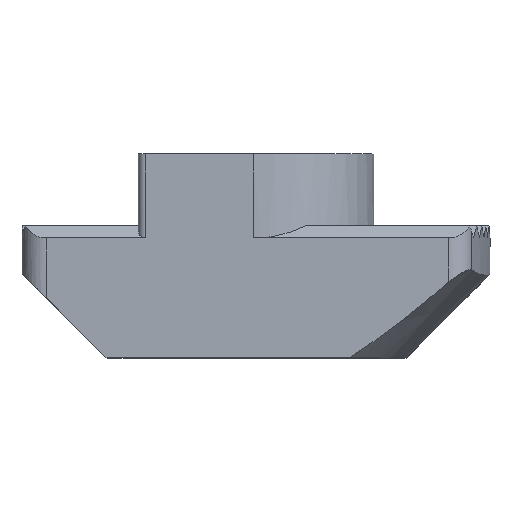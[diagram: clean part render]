
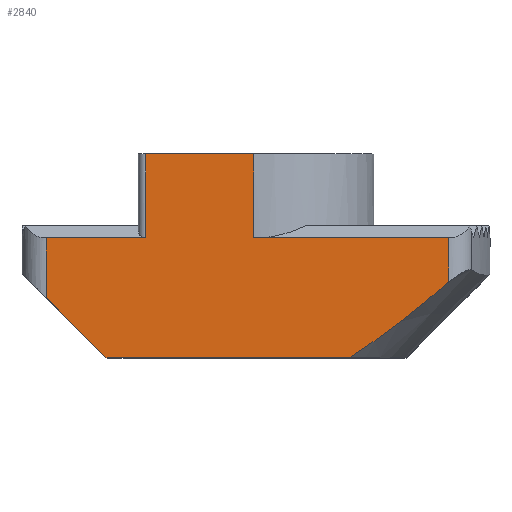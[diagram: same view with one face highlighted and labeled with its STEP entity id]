
A CAD part, top view. The second image highlights one B-rep face of the part: STEP entity #2840.
In plain terms, the highlighted planar face has unit normal (0, 0, 1).
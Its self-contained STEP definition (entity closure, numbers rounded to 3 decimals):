
#54 = DIRECTION ( 'NONE',  ( 0., 1., 0. ) ) ;
#56 = CARTESIAN_POINT ( 'NONE',  ( -0.1, 8.5, 4.9 ) ) ;
#59 = VERTEX_POINT ( 'NONE', #1039 ) ;
#107 = LINE ( 'NONE', #1517, #2213 ) ;
#110 = CARTESIAN_POINT ( 'NONE',  ( 4.9, 5., 4.9 ) ) ;
#138 = DIRECTION ( 'NONE',  ( -1., 0., 0. ) ) ;
#145 = ORIENTED_EDGE ( 'NONE', *, *, #2794, .T. ) ;
#175 = EDGE_CURVE ( 'NONE', #1005, #2317, #1137, .T. ) ;
#194 = DIRECTION ( 'NONE',  ( 1., 0., 0. ) ) ;
#265 = VERTEX_POINT ( 'NONE', #1664 ) ;
#275 = VECTOR ( 'NONE', #2711, 1000. ) ;
#302 = LINE ( 'NONE', #2564, #1270 ) ;
#328 = ORIENTED_EDGE ( 'NONE', *, *, #1857, .T. ) ;
#336 = EDGE_CURVE ( 'NONE', #1254, #2569, #2928, .T. ) ;
#368 = CARTESIAN_POINT ( 'NONE',  ( 4.615, 0.456, 4.9 ) ) ;
#372 = DIRECTION ( 'NONE',  ( 0., 1., 0. ) ) ;
#395 = CARTESIAN_POINT ( 'NONE',  ( 5.32, 0.97, 4.9 ) ) ;
#410 = CARTESIAN_POINT ( 'NONE',  ( 3.88, 0., 4.9 ) ) ;
#420 = VECTOR ( 'NONE', #1397, 1000. ) ;
#452 = ORIENTED_EDGE ( 'NONE', *, *, #792, .T. ) ;
#460 = DIRECTION ( 'NONE',  ( 0., 0., 1. ) ) ;
#490 = CARTESIAN_POINT ( 'NONE',  ( -4.9, 8.5, 4.9 ) ) ;
#513 = CARTESIAN_POINT ( 'NONE',  ( -8.75, 2.5, 4.9 ) ) ;
#582 = EDGE_CURVE ( 'NONE', #2980, #1254, #1280, .T. ) ;
#665 = DIRECTION ( 'NONE',  ( 1., 0., 0. ) ) ;
#765 = CARTESIAN_POINT ( 'NONE',  ( -4.6, 5., 4.9 ) ) ;
#792 = EDGE_CURVE ( 'NONE', #2633, #1005, #302, .T. ) ;
#829 = CARTESIAN_POINT ( 'NONE',  ( 7.365, 2.589, 4.9 ) ) ;
#847 = CARTESIAN_POINT ( 'NONE',  ( -9.75, 3.5, 4.9 ) ) ;
#866 = CARTESIAN_POINT ( 'NONE',  ( 6.25, 0., 4.9 ) ) ;
#1005 = VERTEX_POINT ( 'NONE', #1026 ) ;
#1026 = CARTESIAN_POINT ( 'NONE',  ( -8.75, 5., 4.9 ) ) ;
#1039 = CARTESIAN_POINT ( 'NONE',  ( -4.6, 8.5, 4.9 ) ) ;
#1057 = ORIENTED_EDGE ( 'NONE', *, *, #2710, .T. ) ;
#1137 = LINE ( 'NONE', #1359, #2723 ) ;
#1165 = LINE ( 'NONE', #1184, #420 ) ;
#1166 = EDGE_CURVE ( 'NONE', #2346, #265, #2960, .T. ) ;
#1184 = CARTESIAN_POINT ( 'NONE',  ( -4.6, 0., 4.9 ) ) ;
#1254 = VERTEX_POINT ( 'NONE', #2150 ) ;
#1270 = VECTOR ( 'NONE', #2824, 1000. ) ;
#1280 = LINE ( 'NONE', #110, #1625 ) ;
#1300 = ORIENTED_EDGE ( 'NONE', *, *, #2834, .T. ) ;
#1359 = CARTESIAN_POINT ( 'NONE',  ( -8.75, 0., 4.9 ) ) ;
#1391 = EDGE_LOOP ( 'NONE', ( #2870, #1057, #328, #1656, #2037, #1300, #145, #452, #2979, #2982 ) ) ;
#1397 = DIRECTION ( 'NONE',  ( 0., -1., 0. ) ) ;
#1413 = CARTESIAN_POINT ( 'NONE',  ( 0., 0., 4.9 ) ) ;
#1502 = CARTESIAN_POINT ( 'NONE',  ( 8.026, 5., 4.9 ) ) ;
#1517 = CARTESIAN_POINT ( 'NONE',  ( 8.026, 5., 4.9 ) ) ;
#1577 = B_SPLINE_CURVE_WITH_KNOTS ( 'NONE', 3,
 ( #410, #368, #395, #2470, #829, #2504 ),
 .UNSPECIFIED., .F., .F.,
 ( 4, 2, 4 ),
 ( 0.004, 0.007, 0.009 ),
 .UNSPECIFIED. ) ;
#1596 = FACE_OUTER_BOUND ( 'NONE', #1391, .T. ) ;
#1623 = VECTOR ( 'NONE', #1832, 1000. ) ;
#1625 = VECTOR ( 'NONE', #138, 1000. ) ;
#1656 = ORIENTED_EDGE ( 'NONE', *, *, #582, .T. ) ;
#1664 = CARTESIAN_POINT ( 'NONE',  ( 3.88, 0., 4.9 ) ) ;
#1753 = CARTESIAN_POINT ( 'NONE',  ( -0.1, 0., 4.9 ) ) ;
#1791 = LINE ( 'NONE', #847, #275 ) ;
#1832 = DIRECTION ( 'NONE',  ( -1., 0., 0. ) ) ;
#1857 = EDGE_CURVE ( 'NONE', #3009, #2980, #107, .T. ) ;
#2027 = CARTESIAN_POINT ( 'NONE',  ( 8.026, 3.154, 4.9 ) ) ;
#2037 = ORIENTED_EDGE ( 'NONE', *, *, #336, .T. ) ;
#2117 = AXIS2_PLACEMENT_3D ( 'NONE', #1413, #460, #665 ) ;
#2150 = CARTESIAN_POINT ( 'NONE',  ( -0.1, 5., 4.9 ) ) ;
#2186 = VECTOR ( 'NONE', #372, 1000. ) ;
#2213 = VECTOR ( 'NONE', #54, 1000. ) ;
#2296 = VECTOR ( 'NONE', #194, 1000. ) ;
#2306 = LINE ( 'NONE', #490, #1623 ) ;
#2317 = VERTEX_POINT ( 'NONE', #513 ) ;
#2346 = VERTEX_POINT ( 'NONE', #3001 ) ;
#2470 = CARTESIAN_POINT ( 'NONE',  ( 6.695, 2.035, 4.9 ) ) ;
#2504 = CARTESIAN_POINT ( 'NONE',  ( 8.026, 3.154, 4.9 ) ) ;
#2564 = CARTESIAN_POINT ( 'NONE',  ( -4.9, 5., 4.9 ) ) ;
#2569 = VERTEX_POINT ( 'NONE', #56 ) ;
#2633 = VERTEX_POINT ( 'NONE', #765 ) ;
#2710 = EDGE_CURVE ( 'NONE', #265, #3009, #1577, .T. ) ;
#2711 = DIRECTION ( 'NONE',  ( 0.707, -0.707, 0. ) ) ;
#2723 = VECTOR ( 'NONE', #2978, 1000. ) ;
#2765 = EDGE_CURVE ( 'NONE', #2317, #2346, #1791, .T. ) ;
#2794 = EDGE_CURVE ( 'NONE', #59, #2633, #1165, .T. ) ;
#2824 = DIRECTION ( 'NONE',  ( -1., 0., 0. ) ) ;
#2834 = EDGE_CURVE ( 'NONE', #2569, #59, #2306, .T. ) ;
#2840 = ADVANCED_FACE ( 'NONE', ( #1596 ), #3011, .T. ) ;
#2870 = ORIENTED_EDGE ( 'NONE', *, *, #1166, .T. ) ;
#2928 = LINE ( 'NONE', #1753, #2186 ) ;
#2960 = LINE ( 'NONE', #866, #2296 ) ;
#2978 = DIRECTION ( 'NONE',  ( 0., -1., 0. ) ) ;
#2979 = ORIENTED_EDGE ( 'NONE', *, *, #175, .T. ) ;
#2980 = VERTEX_POINT ( 'NONE', #1502 ) ;
#2982 = ORIENTED_EDGE ( 'NONE', *, *, #2765, .T. ) ;
#3001 = CARTESIAN_POINT ( 'NONE',  ( -6.25, 0., 4.9 ) ) ;
#3009 = VERTEX_POINT ( 'NONE', #2027 ) ;
#3011 = PLANE ( 'NONE',  #2117 ) ;
